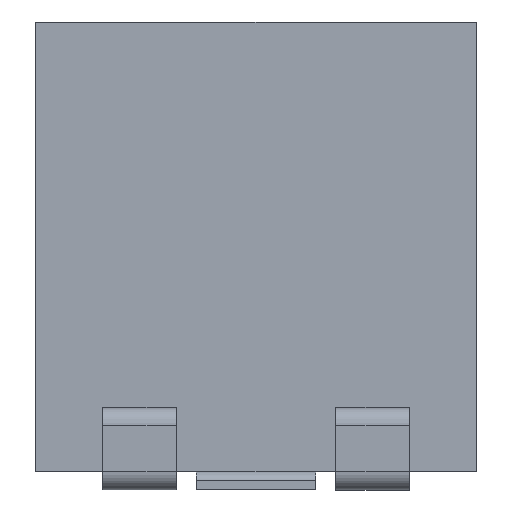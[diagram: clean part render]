
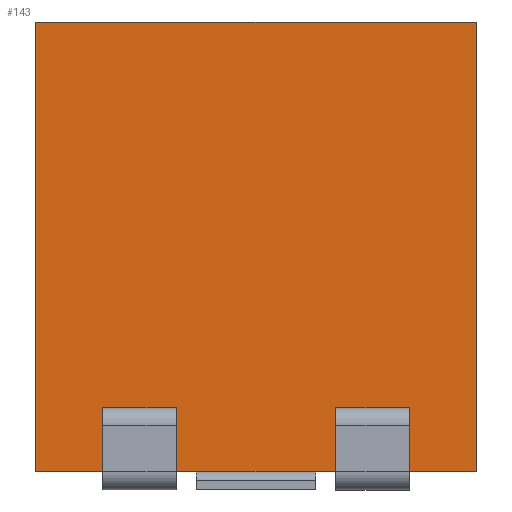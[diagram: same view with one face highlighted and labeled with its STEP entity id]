
A CAD part, left-side view. The second image highlights one B-rep face of the part: STEP entity #143.
In plain terms, the highlighted planar face has unit normal (-1, 0, 0).
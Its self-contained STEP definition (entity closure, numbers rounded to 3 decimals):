
#143 = ADVANCED_FACE('',(#144,#178,#212),#246,.T.);
#144 = FACE_BOUND('',#145,.T.);
#145 = EDGE_LOOP('',(#146,#156,#164,#172));
#146 = ORIENTED_EDGE('',*,*,#147,.F.);
#147 = EDGE_CURVE('',#148,#150,#152,.T.);
#148 = VERTEX_POINT('',#149);
#149 = CARTESIAN_POINT('',(-1.75,-1.67,0.8));
#150 = VERTEX_POINT('',#151);
#151 = CARTESIAN_POINT('',(-1.75,-1.67,0.9));
#152 = LINE('',#153,#154);
#153 = CARTESIAN_POINT('',(-1.75,-1.67,0.8));
#154 = VECTOR('',#155,1.);
#155 = DIRECTION('',(0.,0.,1.));
#156 = ORIENTED_EDGE('',*,*,#157,.T.);
#157 = EDGE_CURVE('',#148,#158,#160,.T.);
#158 = VERTEX_POINT('',#159);
#159 = CARTESIAN_POINT('',(-1.75,-0.87,0.8));
#160 = LINE('',#161,#162);
#161 = CARTESIAN_POINT('',(-1.75,-1.67,0.8));
#162 = VECTOR('',#163,1.);
#163 = DIRECTION('',(0.,1.,0.));
#164 = ORIENTED_EDGE('',*,*,#165,.T.);
#165 = EDGE_CURVE('',#158,#166,#168,.T.);
#166 = VERTEX_POINT('',#167);
#167 = CARTESIAN_POINT('',(-1.75,-0.87,0.9));
#168 = LINE('',#169,#170);
#169 = CARTESIAN_POINT('',(-1.75,-0.87,0.8));
#170 = VECTOR('',#171,1.);
#171 = DIRECTION('',(0.,0.,1.));
#172 = ORIENTED_EDGE('',*,*,#173,.F.);
#173 = EDGE_CURVE('',#150,#166,#174,.T.);
#174 = LINE('',#175,#176);
#175 = CARTESIAN_POINT('',(-1.75,-1.67,0.9));
#176 = VECTOR('',#177,1.);
#177 = DIRECTION('',(0.,1.,0.));
#178 = FACE_BOUND('',#179,.T.);
#179 = EDGE_LOOP('',(#180,#190,#198,#206));
#180 = ORIENTED_EDGE('',*,*,#181,.T.);
#181 = EDGE_CURVE('',#182,#184,#186,.T.);
#182 = VERTEX_POINT('',#183);
#183 = CARTESIAN_POINT('',(-1.75,1.67,0.8));
#184 = VERTEX_POINT('',#185);
#185 = CARTESIAN_POINT('',(-1.75,1.67,0.9));
#186 = LINE('',#187,#188);
#187 = CARTESIAN_POINT('',(-1.75,1.67,0.8));
#188 = VECTOR('',#189,1.);
#189 = DIRECTION('',(0.,0.,1.));
#190 = ORIENTED_EDGE('',*,*,#191,.T.);
#191 = EDGE_CURVE('',#184,#192,#194,.T.);
#192 = VERTEX_POINT('',#193);
#193 = CARTESIAN_POINT('',(-1.75,0.87,0.9));
#194 = LINE('',#195,#196);
#195 = CARTESIAN_POINT('',(-1.75,1.67,0.9));
#196 = VECTOR('',#197,1.);
#197 = DIRECTION('',(0.,-1.,0.));
#198 = ORIENTED_EDGE('',*,*,#199,.F.);
#199 = EDGE_CURVE('',#200,#192,#202,.T.);
#200 = VERTEX_POINT('',#201);
#201 = CARTESIAN_POINT('',(-1.75,0.87,0.8));
#202 = LINE('',#203,#204);
#203 = CARTESIAN_POINT('',(-1.75,0.87,0.8));
#204 = VECTOR('',#205,1.);
#205 = DIRECTION('',(0.,0.,1.));
#206 = ORIENTED_EDGE('',*,*,#207,.F.);
#207 = EDGE_CURVE('',#182,#200,#208,.T.);
#208 = LINE('',#209,#210);
#209 = CARTESIAN_POINT('',(-1.75,1.67,0.8));
#210 = VECTOR('',#211,1.);
#211 = DIRECTION('',(0.,-1.,0.));
#212 = FACE_BOUND('',#213,.T.);
#213 = EDGE_LOOP('',(#214,#224,#232,#240));
#214 = ORIENTED_EDGE('',*,*,#215,.F.);
#215 = EDGE_CURVE('',#216,#218,#220,.T.);
#216 = VERTEX_POINT('',#217);
#217 = CARTESIAN_POINT('',(-1.75,2.4,5.1));
#218 = VERTEX_POINT('',#219);
#219 = CARTESIAN_POINT('',(-1.75,-2.4,5.1));
#220 = LINE('',#221,#222);
#221 = CARTESIAN_POINT('',(-1.75,-2.4,5.1));
#222 = VECTOR('',#223,1.);
#223 = DIRECTION('',(0.,-1.,0.));
#224 = ORIENTED_EDGE('',*,*,#225,.F.);
#225 = EDGE_CURVE('',#226,#216,#228,.T.);
#226 = VERTEX_POINT('',#227);
#227 = CARTESIAN_POINT('',(-1.75,2.4,0.2));
#228 = LINE('',#229,#230);
#229 = CARTESIAN_POINT('',(-1.75,2.4,0.2));
#230 = VECTOR('',#231,1.);
#231 = DIRECTION('',(0.,0.,1.));
#232 = ORIENTED_EDGE('',*,*,#233,.T.);
#233 = EDGE_CURVE('',#226,#234,#236,.T.);
#234 = VERTEX_POINT('',#235);
#235 = CARTESIAN_POINT('',(-1.75,-2.4,0.2));
#236 = LINE('',#237,#238);
#237 = CARTESIAN_POINT('',(-1.75,-2.4,0.2));
#238 = VECTOR('',#239,1.);
#239 = DIRECTION('',(0.,-1.,0.));
#240 = ORIENTED_EDGE('',*,*,#241,.T.);
#241 = EDGE_CURVE('',#234,#218,#242,.T.);
#242 = LINE('',#243,#244);
#243 = CARTESIAN_POINT('',(-1.75,-2.4,0.2));
#244 = VECTOR('',#245,1.);
#245 = DIRECTION('',(0.,0.,1.));
#246 = PLANE('',#247);
#247 = AXIS2_PLACEMENT_3D('',#248,#249,#250);
#248 = CARTESIAN_POINT('',(-1.75,-2.4,0.2));
#249 = DIRECTION('',(-1.,0.,0.));
#250 = DIRECTION('',(0.,-1.,0.));
